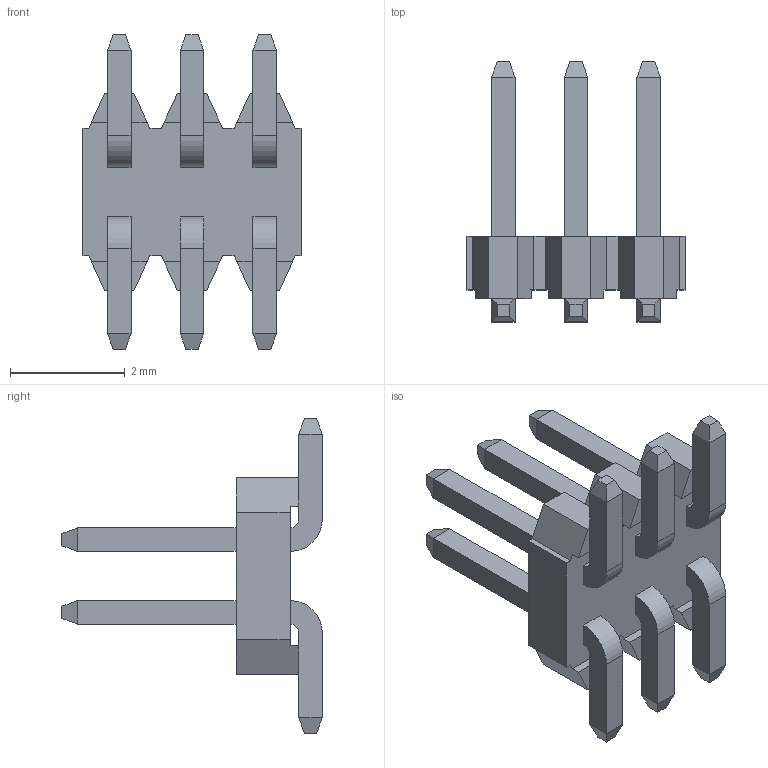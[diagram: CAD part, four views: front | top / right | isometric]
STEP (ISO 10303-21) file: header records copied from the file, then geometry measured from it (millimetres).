
FILE_DESCRIPTION (( 'STEP AP214' ), '1' );
FILE_NAME ('20021121-00006C4LF.STEP', '2023-06-02T13:28:33', ( '' ), ( '' ), 'SwSTEP 2.0', 'SolidWorks 2021', '' );
FILE_SCHEMA (( 'AUTOMOTIVE_DESIGN' ));
Length unit declared in the file: millimetre
Products named in the file (3): 20021121-00006C4LF; Pin^20021121-additional-goldtin; 20021121-additional body-goldtin_3
Assembly tree (4 placements, depth 2):
  20021121-00006C4LF
    20021121-additional body-goldtin_3
    Pin^20021121-additional-goldtin  x3
Bounding box: 3.81 x 4.55 x 5.5 mm (x, y, z)
Volume: 16.2 mm3; surface area: 111.4 mm2
Topology: 13 solids, 13 shells, 198 faces, 468 edges, 296 vertices
Faces by surface type: plane 186, cylinder 12
Entity records: 3445 total; most frequent: CARTESIAN_POINT 585, ORIENTED_EDGE 568, DIRECTION 526, EDGE_CURVE 284, VECTOR 276, LINE 276, VERTEX_POINT 184, AXIS2_PLACEMENT_3D 125
